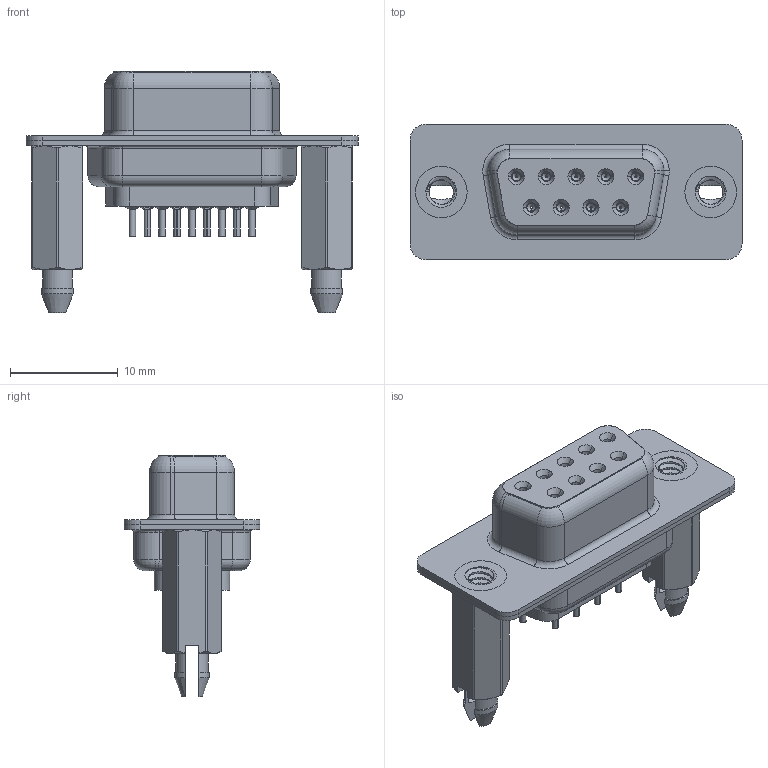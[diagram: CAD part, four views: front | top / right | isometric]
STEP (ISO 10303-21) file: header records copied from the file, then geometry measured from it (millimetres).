
FILE_DESCRIPTION (( 'STEP AP203' ), '1' );
FILE_NAME ('628-009-228-546.STEP', '2018-10-18T20:44:33', ( '' ), ( '' ), 'SwSTEP 2.0', 'SolidWorks 2016', '' );
FILE_SCHEMA (( 'CONFIG_CONTROL_DESIGN' ));
Length unit declared in the file: millimetre
Products named in the file (7): 628 Shell Rear_09 Contacts; 628 Contact Row 1_28L; 628 Contact Row 2_28L; 628 4-40 Threaded Boardlock_HP; 628-009-228-546; 628 Housing_09 LP; 628 Shell Front_09 Contacts
Assembly tree (14 placements, depth 2):
  628-009-228-546
    628 Housing_09 LP
    628 Shell Front_09 Contacts
    628 Shell Rear_09 Contacts
    628 Contact Row 1_28L  x5
    628 Contact Row 2_28L  x4
    628 4-40 Threaded Boardlock_HP  x2
Bounding box: 30.8 x 12.6 x 22.4 mm (x, y, z)
Volume: 2027.9 mm3; surface area: 5072.7 mm2
Topology: 14 solids, 14 shells, 1530 faces, 3939 edges, 2464 vertices
Faces by surface type: cylinder 500, plane 378, torus 297, bspline 186, cone 169
Entity records: 24273 total; most frequent: CARTESIAN_POINT 8277, ORIENTED_EDGE 3214, DIRECTION 3161, EDGE_CURVE 1607, AXIS2_PLACEMENT_3D 1293, VERTEX_POINT 1013, EDGE_LOOP 708, CIRCLE 678
